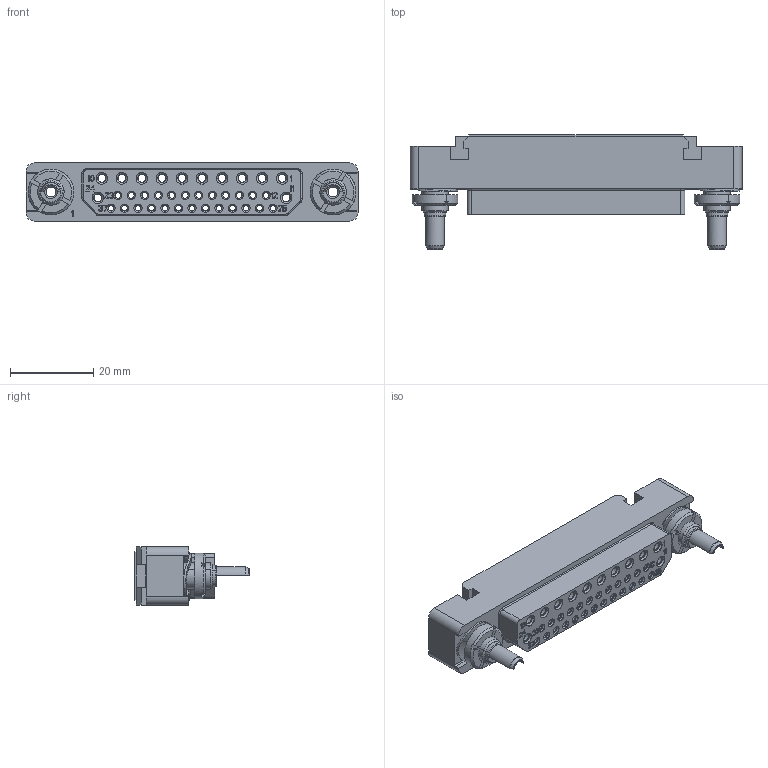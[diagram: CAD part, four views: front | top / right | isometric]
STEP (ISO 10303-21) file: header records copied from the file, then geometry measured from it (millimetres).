
FILE_DESCRIPTION((''),'2;1');
FILE_NAME('1900ND09S2B00A','2019-10-29T',('presta_be4'),(''),'CREO PARAMETRIC BY PTC INC, 2018360','CREO PARAMETRIC BY PTC INC, 2018360','');
FILE_SCHEMA(('CONFIG_CONTROL_DESIGN'));
Products named in the file (1): 1900ND09S2B00A
Bounding box: 80 x 27.55 x 14 mm (x, y, z)
Volume: 12114 mm3; surface area: 14201.8 mm2
Topology: 1 solids, 1 shells, 2590 faces, 6602 edges, 4216 vertices
Faces by surface type: plane 1450, cylinder 564, cone 522, torus 28, extrusion 26
Entity records: 82324 total; most frequent: CARTESIAN_POINT 18192, DIRECTION 13322, ORIENTED_EDGE 13196, EDGE_CURVE 6598, VECTOR 4682, LINE 4656, AXIS2_PLACEMENT_3D 4320, VERTEX_POINT 4216
